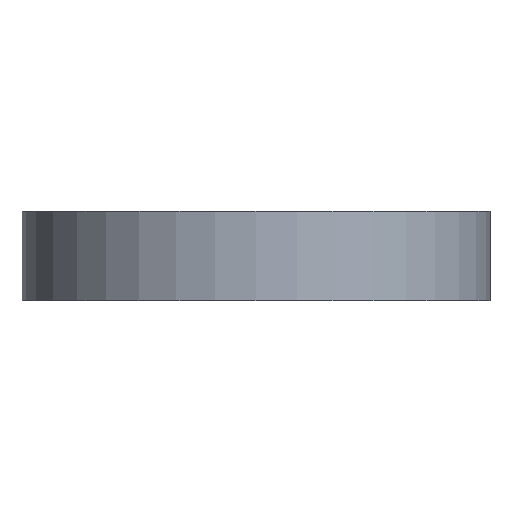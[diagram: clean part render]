
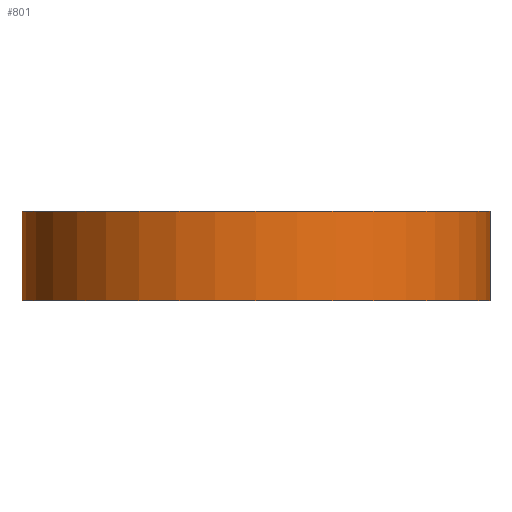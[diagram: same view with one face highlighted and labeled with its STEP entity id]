
A CAD part, left-side view. The second image highlights one B-rep face of the part: STEP entity #801.
In plain terms, the highlighted cylindrical face has radius 34 mm (diameter 68 mm), a partial arc.
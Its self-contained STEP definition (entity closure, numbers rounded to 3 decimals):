
#136=FACE_OUTER_BOUND('',#214,.T.);
#214=EDGE_LOOP('',(#712,#713,#714,#715));
#254=LINE('',#1408,#296);
#259=LINE('',#1419,#301);
#296=VECTOR('',#1182,10.);
#301=VECTOR('',#1193,10.);
#354=CIRCLE('',#910,34.);
#359=CIRCLE('',#921,34.);
#412=VERTEX_POINT('',#1390);
#413=VERTEX_POINT('',#1391);
#418=VERTEX_POINT('',#1407);
#421=VERTEX_POINT('',#1417);
#506=EDGE_CURVE('',#412,#413,#354,.T.);
#514=EDGE_CURVE('',#418,#413,#254,.T.);
#520=EDGE_CURVE('',#412,#421,#259,.T.);
#521=EDGE_CURVE('',#418,#421,#359,.T.);
#712=ORIENTED_EDGE('',*,*,#520,.T.);
#713=ORIENTED_EDGE('',*,*,#521,.F.);
#714=ORIENTED_EDGE('',*,*,#514,.T.);
#715=ORIENTED_EDGE('',*,*,#506,.F.);
#745=CYLINDRICAL_SURFACE('',#920,34.);
#801=ADVANCED_FACE('',(#136),#745,.T.);
#910=AXIS2_PLACEMENT_3D('',#1392,#1164,#1165);
#920=AXIS2_PLACEMENT_3D('',#1420,#1194,#1195);
#921=AXIS2_PLACEMENT_3D('',#1421,#1196,#1197);
#1164=DIRECTION('center_axis',(0.,0.,-1.));
#1165=DIRECTION('ref_axis',(0.,-1.,0.));
#1182=DIRECTION('',(0.,0.,-1.));
#1193=DIRECTION('',(0.,0.,1.));
#1194=DIRECTION('center_axis',(0.,0.,1.));
#1195=DIRECTION('ref_axis',(0.,1.,0.));
#1196=DIRECTION('center_axis',(0.,0.,1.));
#1197=DIRECTION('ref_axis',(0.,1.,0.));
#1390=CARTESIAN_POINT('',(-35.,-34.,-3.));
#1391=CARTESIAN_POINT('',(-35.,34.,-3.));
#1392=CARTESIAN_POINT('Origin',(-35.,0.,-3.));
#1407=CARTESIAN_POINT('',(-35.,34.,10.));
#1408=CARTESIAN_POINT('',(-35.,34.,0.));
#1417=CARTESIAN_POINT('',(-35.,-34.,10.));
#1419=CARTESIAN_POINT('',(-35.,-34.,0.));
#1420=CARTESIAN_POINT('Origin',(-35.,0.,0.));
#1421=CARTESIAN_POINT('Origin',(-35.,0.,10.));
